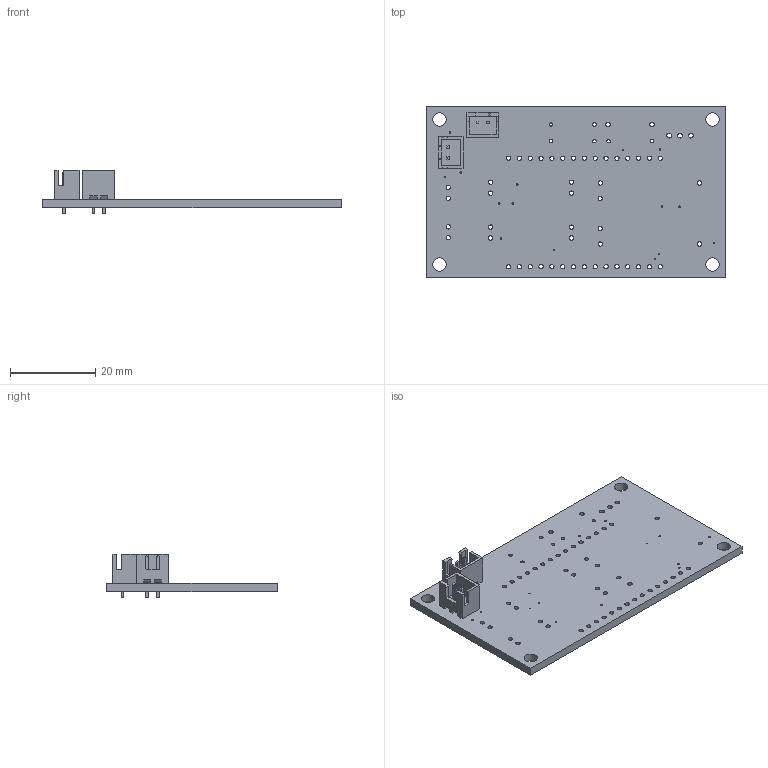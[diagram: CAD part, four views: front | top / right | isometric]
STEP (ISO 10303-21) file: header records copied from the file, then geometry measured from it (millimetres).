
FILE_DESCRIPTION(/* description */ (''),/* implementation_level */ '2;1');
FILE_NAME(/* name */ 'PCB WIRH BATTERY v1.step',/* time_stamp */ '2024-09-09T15:13:17+07:00',/* author */ (''),/* organization */ (''),/* preprocessor_version */ 'ST-DEVELOPER v20',/* originating_system */ 'Autodesk Translation Framework v13.14.0.145',/* authorisation */ '');
FILE_SCHEMA (('AUTOMOTIVE_DESIGN { 1 0 10303 214 3 1 1 }'));
Length unit declared in the file: millimetre
Products named in the file (5): PCB WIRH BATTERY; SPARC CNC with battery; Board; Packages; JST 2
Assembly tree (5 placements, depth 3):
  PCB WIRH BATTERY
    SPARC CNC with battery
      Board
      Packages
    JST 2  x2
Bounding box: 70 x 40 x 10.3 mm (x, y, z)
Volume: 5688.9 mm3; surface area: 7161.4 mm2
Topology: 3 solids, 3 shells, 240 faces, 646 edges, 420 vertices
Faces by surface type: plane 154, cylinder 86
Full cylindrical faces by diameter (mm): 0.35 x15, 0.813 x6, 1 x30, 1.016 x22, 1.06 x2, 1.118 x3, 3.15 x4
Entity records: 5790 total; most frequent: DIRECTION 970, CARTESIAN_POINT 923, ORIENTED_EDGE 904, EDGE_CURVE 452, AXIS2_PLACEMENT_3D 343, EDGE_LOOP 332, VERTEX_POINT 296, LINE 284
